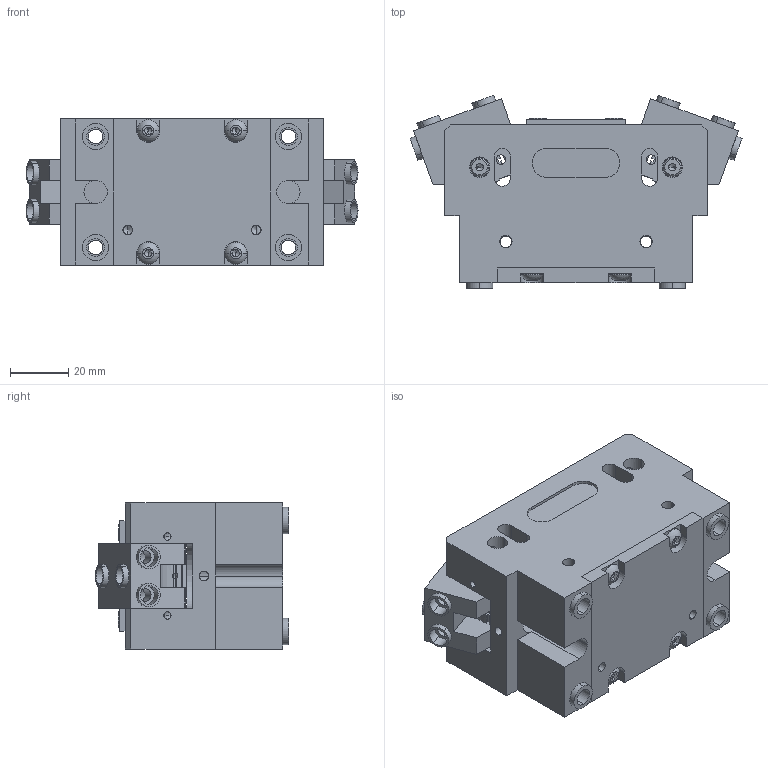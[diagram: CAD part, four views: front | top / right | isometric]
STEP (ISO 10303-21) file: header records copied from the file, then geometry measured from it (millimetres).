
FILE_DESCRIPTION (( 'STEP AP214' ), '1' );
FILE_NAME ('2AG 040.STEP', '2012-03-05T00:40:08', ( 'xw4600' ), ( '' ), 'SwSTEP 2.0', 'SolidWorks 2010', '' );
FILE_SCHEMA (( 'AUTOMOTIVE_DESIGN' ));
Length unit declared in the file: millimetre
Products named in the file (12): DMT-2AG-040-01_Default; DMT-2AG-040-04_Default; DMT-2AG-040-06_Default; DMT-2AG-040-07_Default; DMT-2AG-040-08_Default; DMT-2AG-040-12_Default; DMT-2AG-040-10_Default; DMT-2AG-040-11_Default; ISO 10642 - M3 x 8 --- 8N_PreviewCfg; ISO 7380 - M4 x 10 --- 10N_ISO 7380 - M4 x 10 --- 10N; Parallel Pin_KS 1320 PP- 3 x 20; 2AG 040
Assembly tree (31 placements, depth 2):
  2AG 040
    DMT-2AG-040-04_Default  x2
    DMT-2AG-040-10_Default  x8
    ISO 7380 - M4 x 10 --- 10N_ISO 7380 - M4 x 10 --- 10N  x4
    DMT-2AG-040-11_Default  x4
    DMT-2AG-040-12_Default  x2
    DMT-2AG-040-08_Default
    ISO 10642 - M3 x 8 --- 8N_PreviewCfg  x4
    DMT-2AG-040-07_Default
    Parallel Pin_KS 1320 PP- 3 x 20  x2
    DMT-2AG-040-06_Default  x2
    DMT-2AG-040-01_Default
Bounding box: 113.67 x 66.15 x 50 mm (x, y, z)
Volume: 179637.6 mm3; surface area: 69879 mm2
Topology: 31 solids, 31 shells, 865 faces, 2101 edges, 1278 vertices
Faces by surface type: cylinder 354, plane 325, cone 142, torus 36, sphere 8
Entity records: 17549 total; most frequent: CARTESIAN_POINT 3607, DIRECTION 2819, ORIENTED_EDGE 2494, EDGE_CURVE 1247, AXIS2_PLACEMENT_3D 1077, VERTEX_POINT 791, LINE 665, VECTOR 665
